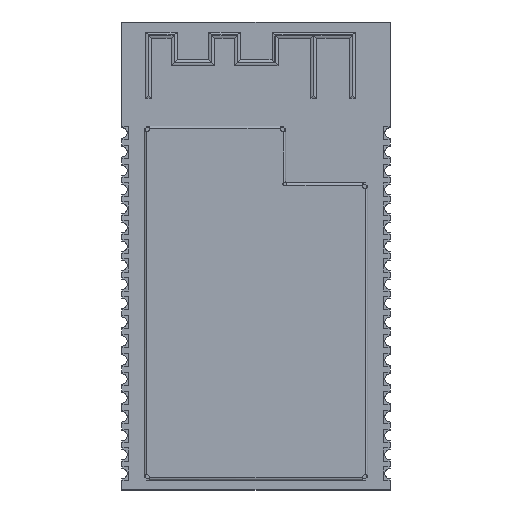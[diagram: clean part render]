
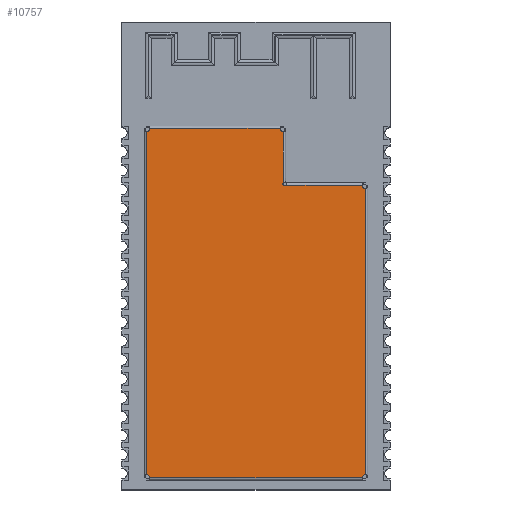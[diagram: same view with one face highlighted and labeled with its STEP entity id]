
A CAD part, top view. The second image highlights one B-rep face of the part: STEP entity #10757.
In plain terms, the highlighted planar face has unit normal (0, 0, 1).
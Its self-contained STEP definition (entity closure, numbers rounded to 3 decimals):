
#10530 = VERTEX_POINT('',#10531);
#10531 = CARTESIAN_POINT('',(-7.13,-14.875,3.725));
#10548 = VERTEX_POINT('',#10549);
#10549 = CARTESIAN_POINT('',(-7.329,-14.654,3.725));
#10555 = EDGE_CURVE('',#10548,#10530,#10556,.T.);
#10556 = CIRCLE('',#10557,0.2);
#10557 = AXIS2_PLACEMENT_3D('',#10558,#10559,#10560);
#10558 = CARTESIAN_POINT('',(-7.329,-14.854,3.725));
#10559 = DIRECTION('',(0.,0.,-1.));
#10560 = DIRECTION('',(0.,1.,0.));
#10571 = VERTEX_POINT('',#10572);
#10572 = CARTESIAN_POINT('',(7.35,-14.655,3.725));
#10589 = VERTEX_POINT('',#10590);
#10590 = CARTESIAN_POINT('',(7.329,-14.654,3.725));
#10596 = EDGE_CURVE('',#10589,#10571,#10597,.T.);
#10597 = CIRCLE('',#10598,0.2);
#10598 = AXIS2_PLACEMENT_3D('',#10599,#10600,#10601);
#10599 = CARTESIAN_POINT('',(7.329,-14.854,3.725));
#10600 = DIRECTION('',(0.,0.,-1.));
#10601 = DIRECTION('',(0.,1.,0.));
#10612 = VERTEX_POINT('',#10613);
#10613 = CARTESIAN_POINT('',(7.35,4.555,3.725));
#10622 = EDGE_CURVE('',#10623,#10612,#10625,.T.);
#10623 = VERTEX_POINT('',#10624);
#10624 = CARTESIAN_POINT('',(7.329,4.554,3.725));
#10625 = CIRCLE('',#10626,0.2);
#10626 = AXIS2_PLACEMENT_3D('',#10627,#10628,#10629);
#10627 = CARTESIAN_POINT('',(7.329,4.754,3.725));
#10628 = DIRECTION('',(-0.,0.,1.));
#10629 = DIRECTION('',(0.,-1.,0.));
#10757 = ADVANCED_FACE('',(#10758),#10859,.F.);
#10758 = FACE_BOUND('',#10759,.T.);
#10759 = EDGE_LOOP('',(#10760,#10770,#10777,#10778,#10786,#10793,#10794,
    #10800,#10801,#10810,#10818,#10827,#10835,#10844,#10852));
#10760 = ORIENTED_EDGE('',*,*,#10761,.T.);
#10761 = EDGE_CURVE('',#10762,#10764,#10766,.T.);
#10762 = VERTEX_POINT('',#10763);
#10763 = CARTESIAN_POINT('',(-7.35,8.365,3.725));
#10764 = VERTEX_POINT('',#10765);
#10765 = CARTESIAN_POINT('',(-7.35,-14.655,3.725));
#10766 = LINE('',#10767,#10768);
#10767 = CARTESIAN_POINT('',(-7.35,8.585,3.725));
#10768 = VECTOR('',#10769,1.);
#10769 = DIRECTION('',(0.,-1.,0.));
#10770 = ORIENTED_EDGE('',*,*,#10771,.T.);
#10771 = EDGE_CURVE('',#10764,#10548,#10772,.T.);
#10772 = CIRCLE('',#10773,0.2);
#10773 = AXIS2_PLACEMENT_3D('',#10774,#10775,#10776);
#10774 = CARTESIAN_POINT('',(-7.329,-14.854,3.725));
#10775 = DIRECTION('',(0.,0.,-1.));
#10776 = DIRECTION('',(0.,1.,0.));
#10777 = ORIENTED_EDGE('',*,*,#10555,.T.);
#10778 = ORIENTED_EDGE('',*,*,#10779,.T.);
#10779 = EDGE_CURVE('',#10530,#10780,#10782,.T.);
#10780 = VERTEX_POINT('',#10781);
#10781 = CARTESIAN_POINT('',(7.13,-14.875,3.725));
#10782 = LINE('',#10783,#10784);
#10783 = CARTESIAN_POINT('',(-7.35,-14.875,3.725));
#10784 = VECTOR('',#10785,1.);
#10785 = DIRECTION('',(1.,0.,0.));
#10786 = ORIENTED_EDGE('',*,*,#10787,.T.);
#10787 = EDGE_CURVE('',#10780,#10589,#10788,.T.);
#10788 = CIRCLE('',#10789,0.2);
#10789 = AXIS2_PLACEMENT_3D('',#10790,#10791,#10792);
#10790 = CARTESIAN_POINT('',(7.329,-14.854,3.725));
#10791 = DIRECTION('',(0.,0.,-1.));
#10792 = DIRECTION('',(0.,1.,0.));
#10793 = ORIENTED_EDGE('',*,*,#10596,.T.);
#10794 = ORIENTED_EDGE('',*,*,#10795,.T.);
#10795 = EDGE_CURVE('',#10571,#10612,#10796,.T.);
#10796 = LINE('',#10797,#10798);
#10797 = CARTESIAN_POINT('',(7.35,-14.875,3.725));
#10798 = VECTOR('',#10799,1.);
#10799 = DIRECTION('',(-0.,1.,0.));
#10800 = ORIENTED_EDGE('',*,*,#10622,.F.);
#10801 = ORIENTED_EDGE('',*,*,#10802,.F.);
#10802 = EDGE_CURVE('',#10803,#10623,#10805,.T.);
#10803 = VERTEX_POINT('',#10804);
#10804 = CARTESIAN_POINT('',(7.13,4.775,3.725));
#10805 = CIRCLE('',#10806,0.2);
#10806 = AXIS2_PLACEMENT_3D('',#10807,#10808,#10809);
#10807 = CARTESIAN_POINT('',(7.329,4.754,3.725));
#10808 = DIRECTION('',(-0.,0.,1.));
#10809 = DIRECTION('',(0.,-1.,0.));
#10810 = ORIENTED_EDGE('',*,*,#10811,.T.);
#10811 = EDGE_CURVE('',#10803,#10812,#10814,.T.);
#10812 = VERTEX_POINT('',#10813);
#10813 = CARTESIAN_POINT('',(2.007,4.775,3.725));
#10814 = LINE('',#10815,#10816);
#10815 = CARTESIAN_POINT('',(7.35,4.775,3.725));
#10816 = VECTOR('',#10817,1.);
#10817 = DIRECTION('',(-1.,0.,0.));
#10818 = ORIENTED_EDGE('',*,*,#10819,.T.);
#10819 = EDGE_CURVE('',#10812,#10820,#10822,.T.);
#10820 = VERTEX_POINT('',#10821);
#10821 = CARTESIAN_POINT('',(1.836,4.946,3.725));
#10822 = CIRCLE('',#10823,0.121);
#10823 = AXIS2_PLACEMENT_3D('',#10824,#10825,#10826);
#10824 = CARTESIAN_POINT('',(1.921,4.86,3.725));
#10825 = DIRECTION('',(0.,0.,-1.));
#10826 = DIRECTION('',(0.,1.,0.));
#10827 = ORIENTED_EDGE('',*,*,#10828,.T.);
#10828 = EDGE_CURVE('',#10820,#10829,#10831,.T.);
#10829 = VERTEX_POINT('',#10830);
#10830 = CARTESIAN_POINT('',(1.836,8.365,3.725));
#10831 = LINE('',#10832,#10833);
#10832 = CARTESIAN_POINT('',(1.836,4.775,3.725));
#10833 = VECTOR('',#10834,1.);
#10834 = DIRECTION('',(-0.,1.,0.));
#10835 = ORIENTED_EDGE('',*,*,#10836,.T.);
#10836 = EDGE_CURVE('',#10829,#10837,#10839,.T.);
#10837 = VERTEX_POINT('',#10838);
#10838 = CARTESIAN_POINT('',(1.616,8.585,3.725));
#10839 = CIRCLE('',#10840,0.2);
#10840 = AXIS2_PLACEMENT_3D('',#10841,#10842,#10843);
#10841 = CARTESIAN_POINT('',(1.815,8.564,3.725));
#10842 = DIRECTION('',(0.,0.,-1.));
#10843 = DIRECTION('',(0.,1.,0.));
#10844 = ORIENTED_EDGE('',*,*,#10845,.T.);
#10845 = EDGE_CURVE('',#10837,#10846,#10848,.T.);
#10846 = VERTEX_POINT('',#10847);
#10847 = CARTESIAN_POINT('',(-7.13,8.585,3.725));
#10848 = LINE('',#10849,#10850);
#10849 = CARTESIAN_POINT('',(1.836,8.585,3.725));
#10850 = VECTOR('',#10851,1.);
#10851 = DIRECTION('',(-1.,0.,0.));
#10852 = ORIENTED_EDGE('',*,*,#10853,.T.);
#10853 = EDGE_CURVE('',#10846,#10762,#10854,.T.);
#10854 = CIRCLE('',#10855,0.2);
#10855 = AXIS2_PLACEMENT_3D('',#10856,#10857,#10858);
#10856 = CARTESIAN_POINT('',(-7.329,8.564,3.725));
#10857 = DIRECTION('',(0.,0.,-1.));
#10858 = DIRECTION('',(0.,1.,0.));
#10859 = PLANE('',#10860);
#10860 = AXIS2_PLACEMENT_3D('',#10861,#10862,#10863);
#10861 = CARTESIAN_POINT('',(0.,0.025,
    3.725));
#10862 = DIRECTION('',(0.,0.,-1.));
#10863 = DIRECTION('',(0.,1.,0.));
